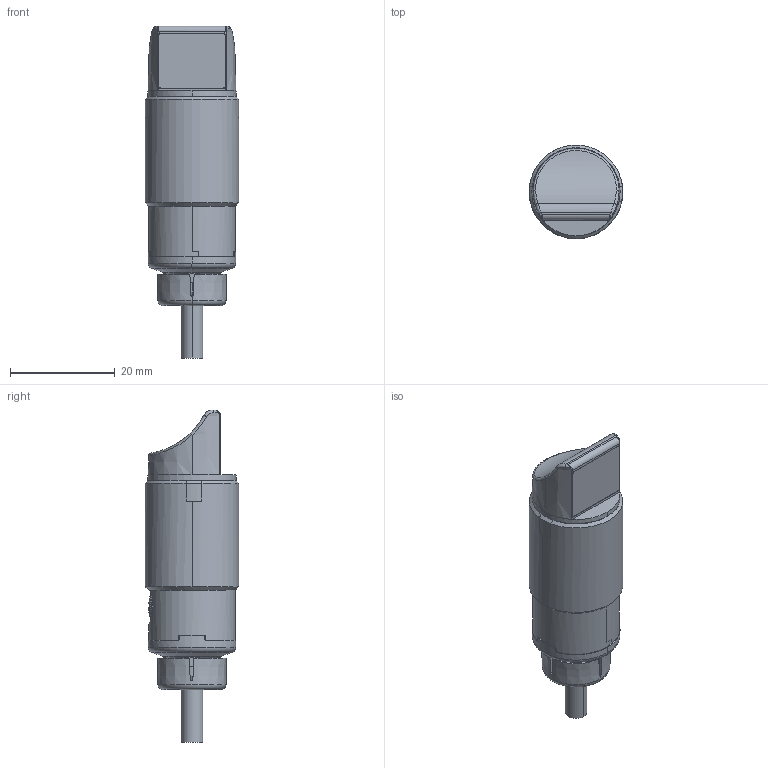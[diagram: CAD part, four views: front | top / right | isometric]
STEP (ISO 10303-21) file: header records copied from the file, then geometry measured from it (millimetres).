
FILE_DESCRIPTION((''),'2;1');
FILE_NAME('039','2021-02-02T14:11:29',('axu'),(''),'CREO PARAMETRIC BY PTC INC, 2019292','CREO PARAMETRIC BY PTC INC, 2019292','');
FILE_SCHEMA(('CONFIG_CONTROL_DESIGN','SHAPE_APPEARANCE_LAYERS_GROUPS'));
Length unit declared in the file: millimetre
Products named in the file (1): 039
Bounding box: 17.88 x 17.88 x 63.4 mm (x, y, z)
Volume: 10499.3 mm3; surface area: 5988.5 mm2
Topology: 1 solids, 2 shells, 382 faces, 1044 edges, 663 vertices
Faces by surface type: plane 127, cylinder 108, bspline 59, torus 42, cone 34, sphere 12
Entity records: 19539 total; most frequent: CARTESIAN_POINT 5754, ORIENTED_EDGE 2068, DIRECTION 1842, EDGE_CURVE 1034, AXIS2_PLACEMENT_3D 747, FILL_AREA_STYLE_COLOUR 726, FILL_AREA_STYLE 726, SURFACE_STYLE_FILL_AREA 726
